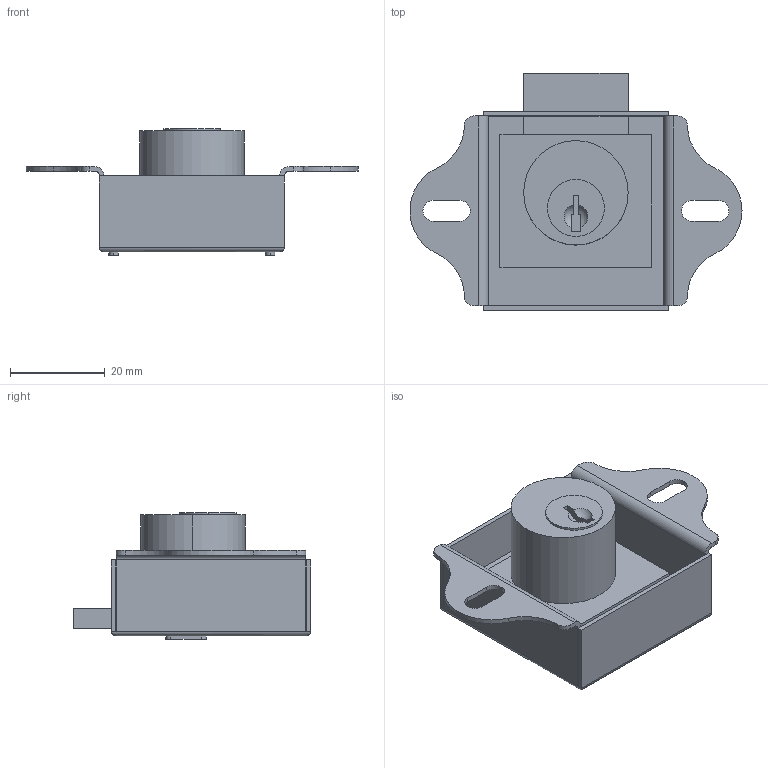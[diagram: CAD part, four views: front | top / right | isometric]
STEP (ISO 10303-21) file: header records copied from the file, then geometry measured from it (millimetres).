
FILE_DESCRIPTION (( 'STEP AP203' ), '1' );
FILE_NAME ('C-4-1-drawer.STEP', '2021-05-14T02:19:56', ( '' ), ( '' ), 'SwSTEP 2.0', 'SolidWorks 2018', '' );
FILE_SCHEMA (( 'CONFIG_CONTROL_DESIGN' ));
Length unit declared in the file: millimetre
Products named in the file (4): C-4-1-drawer; C-4-1-ローター__hi; C-4-1-引出し錠部__lock; C-4-1-引出し本体_
Assembly tree (3 placements, depth 2):
  C-4-1-drawer
    C-4-1-引出し本体_
    C-4-1-引出し錠部__lock
    C-4-1-ローター__hi
Bounding box: 69.96 x 50 x 26.75 mm (x, y, z)
Volume: 18903.9 mm3; surface area: 15999.6 mm2
Topology: 3 solids, 3 shells, 108 faces, 271 edges, 174 vertices
Faces by surface type: plane 69, cylinder 37, sphere 2
Entity records: 3639 total; most frequent: CARTESIAN_POINT 571, DIRECTION 569, ORIENTED_EDGE 542, EDGE_CURVE 271, LINE 193, VECTOR 193, AXIS2_PLACEMENT_3D 188, VERTEX_POINT 174
